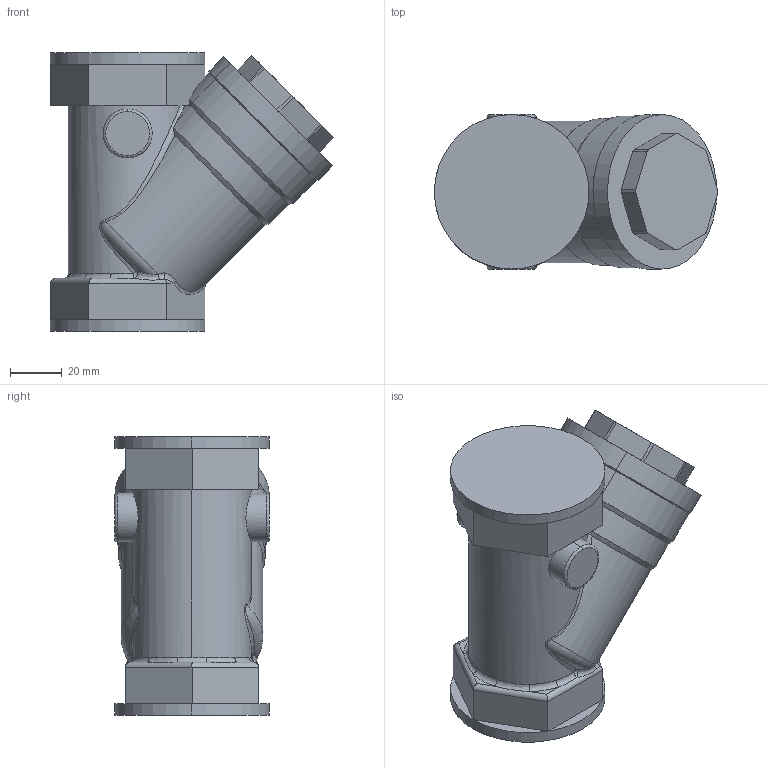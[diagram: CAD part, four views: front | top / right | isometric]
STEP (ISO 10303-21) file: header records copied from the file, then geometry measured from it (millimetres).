
FILE_DESCRIPTION(('CATIA V5 STEP Exchange'),'2;1');
FILE_NAME('STEP_577008_-_TST.stp','2018-02-01T15:48:07+00:00',('none'),('none'),'CATIA Version 5-6 Release 2016 SP4','CATIA V5 STEP AP203','none');
FILE_SCHEMA(('CONFIG_CONTROL_DESIGN'));
Length unit declared in the file: millimetre
Products named in the file (1): 577008 - TST
Bounding box: 110.02 x 60 x 108 mm (x, y, z)
Volume: 373920.2 mm3; surface area: 36567.5 mm2
Topology: 1 solids, 1 shells, 120 faces, 287 edges, 170 vertices
Faces by surface type: plane 54, cylinder 32, bspline 16, torus 9, cone 7, sphere 2
Entity records: 5145 total; most frequent: CARTESIAN_POINT 2766, ORIENTED_EDGE 570, DIRECTION 320, EDGE_CURVE 285, VERTEX_POINT 170, AXIS2_PLACEMENT_3D 150, EDGE_LOOP 123, ADVANCED_FACE 120
